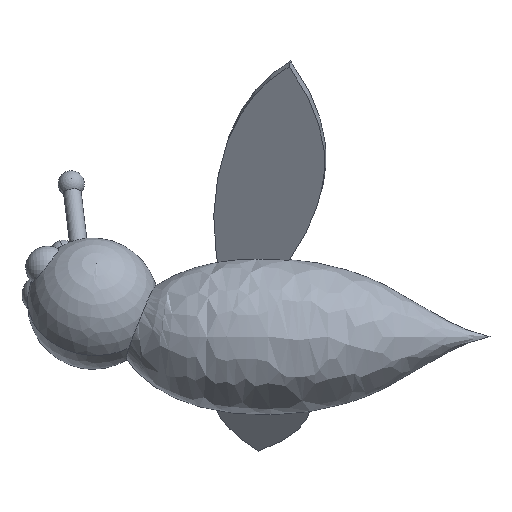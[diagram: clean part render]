
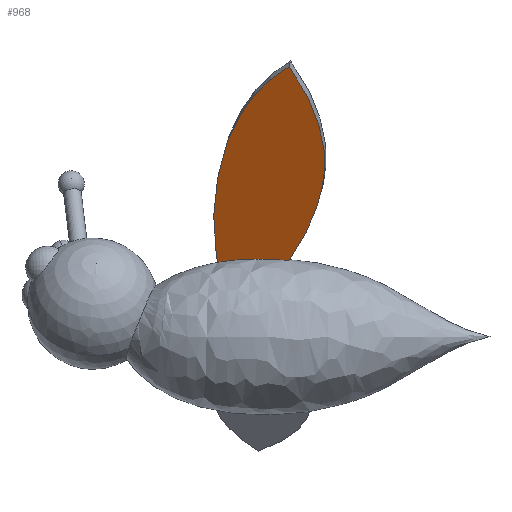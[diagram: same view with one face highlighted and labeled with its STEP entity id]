
A CAD part, top view. The second image highlights one B-rep face of the part: STEP entity #968.
In plain terms, the highlighted face is planar.
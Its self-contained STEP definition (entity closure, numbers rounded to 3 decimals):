
#16 = EDGE_CURVE ( 'NONE', #1521, #46, #929, .T. ) ;
#46 = VERTEX_POINT ( 'NONE', #490 ) ;
#121 = CARTESIAN_POINT ( 'NONE',  ( 23.751, 0.33, 0. ) ) ;
#128 = PLANE ( 'NONE',  #1341 ) ;
#136 = CARTESIAN_POINT ( 'NONE',  ( 46.254, 24.797, 0. ) ) ;
#225 = EDGE_LOOP ( 'NONE', ( #776, #530 ) ) ;
#264 = CARTESIAN_POINT ( 'NONE',  ( 46.226, 39.607, 0. ) ) ;
#435 = DIRECTION ( 'NONE',  ( 1., 0., 0. ) ) ;
#490 = CARTESIAN_POINT ( 'NONE',  ( 0., 0., 0. ) ) ;
#530 = ORIENTED_EDGE ( 'NONE', *, *, #16, .F. ) ;
#534 = CARTESIAN_POINT ( 'NONE',  ( 8.69, -1.184, 0. ) ) ;
#619 = CARTESIAN_POINT ( 'NONE',  ( 0., 0., 0. ) ) ;
#682 = CARTESIAN_POINT ( 'NONE',  ( 0., 0., 0. ) ) ;
#776 = ORIENTED_EDGE ( 'NONE', *, *, #1724, .F. ) ;
#823 = DIRECTION ( 'NONE',  ( 0., 0., 1. ) ) ;
#898 = CARTESIAN_POINT ( 'NONE',  ( 16.325, 29.416, 0. ) ) ;
#929 = B_SPLINE_CURVE_WITH_KNOTS ( 'NONE', 3,
 ( #1166, #1433, #898, #1441, #619 ),
 .UNSPECIFIED., .F., .F.,
 ( 4, 1, 4 ),
 ( 0., 0.455, 1. ),
 .UNSPECIFIED. ) ;
#956 = CARTESIAN_POINT ( 'NONE',  ( 32.878, 8.941, 0. ) ) ;
#963 = CARTESIAN_POINT ( 'NONE',  ( 37.644, 13.059, 0. ) ) ;
#968 = ADVANCED_FACE ( 'NONE', ( #1470 ), #128, .F. ) ;
#1098 = CARTESIAN_POINT ( 'NONE',  ( 47.935, 34.848, 0. ) ) ;
#1148 = CARTESIAN_POINT ( 'NONE',  ( 46.226, 39.607, 0. ) ) ;
#1166 = CARTESIAN_POINT ( 'NONE',  ( 46.226, 39.607, 0. ) ) ;
#1341 = AXIS2_PLACEMENT_3D ( 'NONE', #956, #823, #435 ) ;
#1433 = CARTESIAN_POINT ( 'NONE',  ( 36.578, 38.055, 0. ) ) ;
#1441 = CARTESIAN_POINT ( 'NONE',  ( 1.644, 12.058, 0. ) ) ;
#1445 = B_SPLINE_CURVE_WITH_KNOTS ( 'NONE', 3,
 ( #682, #534, #121, #963, #136, #1098, #264 ),
 .UNSPECIFIED., .F., .F.,
 ( 4, 1, 1, 1, 4 ),
 ( 0., 0.383, 0.592, 0.788, 1. ),
 .UNSPECIFIED. ) ;
#1470 = FACE_OUTER_BOUND ( 'NONE', #225, .T. ) ;
#1521 = VERTEX_POINT ( 'NONE', #1148 ) ;
#1724 = EDGE_CURVE ( 'NONE', #46, #1521, #1445, .T. ) ;
